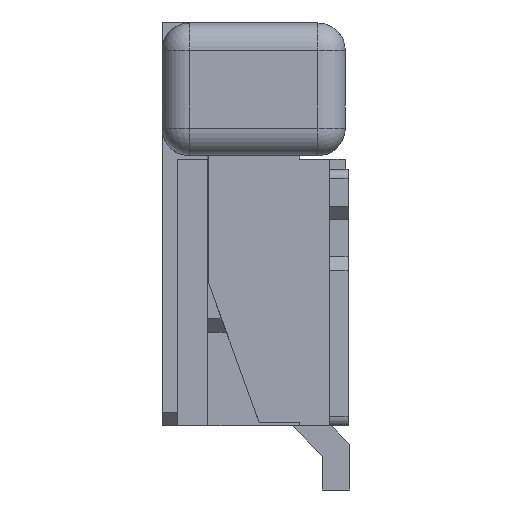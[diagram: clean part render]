
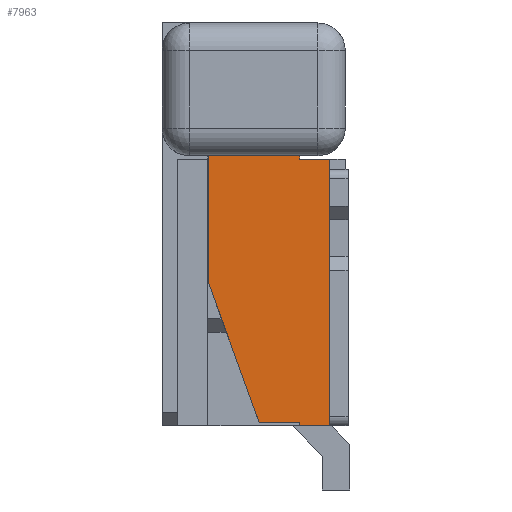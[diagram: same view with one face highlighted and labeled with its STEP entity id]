
A CAD part, left-side view. The second image highlights one B-rep face of the part: STEP entity #7963.
In plain terms, the highlighted planar face has unit normal (-1, 0, 0).
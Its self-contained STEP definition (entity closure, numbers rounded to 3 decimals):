
#254=ORIENTED_EDGE('',*,*,#2625,.F.);
#255=ORIENTED_EDGE('',*,*,#2626,.T.);
#256=ORIENTED_EDGE('',*,*,#2627,.T.);
#257=ORIENTED_EDGE('',*,*,#2628,.T.);
#258=ORIENTED_EDGE('',*,*,#2629,.F.);
#259=ORIENTED_EDGE('',*,*,#2630,.T.);
#260=ORIENTED_EDGE('',*,*,#2631,.T.);
#261=ORIENTED_EDGE('',*,*,#2632,.F.);
#262=ORIENTED_EDGE('',*,*,#2633,.T.);
#263=ORIENTED_EDGE('',*,*,#2634,.F.);
#2625=EDGE_CURVE('',#3810,#3811,#4581,.T.);
#2626=EDGE_CURVE('',#3810,#3812,#4582,.T.);
#2627=EDGE_CURVE('',#3812,#3813,#4583,.T.);
#2628=EDGE_CURVE('',#3813,#3814,#4584,.T.);
#2629=EDGE_CURVE('',#3815,#3814,#4585,.T.);
#2630=EDGE_CURVE('',#3815,#3816,#4586,.T.);
#2631=EDGE_CURVE('',#3816,#3817,#4587,.T.);
#2632=EDGE_CURVE('',#3818,#3817,#4588,.T.);
#2633=EDGE_CURVE('',#3818,#3819,#4589,.T.);
#2634=EDGE_CURVE('',#3811,#3819,#4590,.T.);
#3810=VERTEX_POINT('',#11213);
#3811=VERTEX_POINT('',#11214);
#3812=VERTEX_POINT('',#11216);
#3813=VERTEX_POINT('',#11218);
#3814=VERTEX_POINT('',#11220);
#3815=VERTEX_POINT('',#11222);
#3816=VERTEX_POINT('',#11224);
#3817=VERTEX_POINT('',#11226);
#3818=VERTEX_POINT('',#11228);
#3819=VERTEX_POINT('',#11230);
#4581=LINE('',#11212,#5661);
#4582=LINE('',#11215,#5662);
#4583=LINE('',#11217,#5663);
#4584=LINE('',#11219,#5664);
#4585=LINE('',#11221,#5665);
#4586=LINE('',#11223,#5666);
#4587=LINE('',#11225,#5667);
#4588=LINE('',#11227,#5668);
#4589=LINE('',#11229,#5669);
#4590=LINE('',#11231,#5670);
#5661=VECTOR('',#9013,1000.);
#5662=VECTOR('',#9014,1000.);
#5663=VECTOR('',#9015,1000.);
#5664=VECTOR('',#9016,1000.);
#5665=VECTOR('',#9017,1000.);
#5666=VECTOR('',#9018,1000.);
#5667=VECTOR('',#9019,1000.);
#5668=VECTOR('',#9020,1000.);
#5669=VECTOR('',#9021,1000.);
#5670=VECTOR('',#9022,1000.);
#6691=EDGE_LOOP('',(#254,#255,#256,#257,#258,#259,#260,#261,#262,#263));
#7143=FACE_BOUND('',#6691,.T.);
#7595=PLANE('',#8400);
#7963=ADVANCED_FACE('',(#7143),#7595,.T.);
#8400=AXIS2_PLACEMENT_3D('',#11211,#9011,#9012);
#9011=DIRECTION('',(-1.,0.,0.));
#9012=DIRECTION('',(0.,0.,1.));
#9013=DIRECTION('',(0.,-1.,0.));
#9014=DIRECTION('',(0.,0.,-1.));
#9015=DIRECTION('',(0.,-0.342,-0.94));
#9016=DIRECTION('',(0.,-1.,0.));
#9017=DIRECTION('',(0.,0.,1.));
#9018=DIRECTION('',(0.,-1.,0.));
#9019=DIRECTION('',(0.,0.,1.));
#9020=DIRECTION('',(0.,0.,-1.));
#9021=DIRECTION('',(0.,1.,0.));
#9022=DIRECTION('',(0.,0.,-1.));
#11211=CARTESIAN_POINT('',(-7.37,0.83,-1.45));
#11212=CARTESIAN_POINT('',(-7.37,0.49,-1.45));
#11213=CARTESIAN_POINT('',(-7.37,0.49,-1.45));
#11214=CARTESIAN_POINT('',(-7.37,-0.5,-1.45));
#11215=CARTESIAN_POINT('',(-7.37,0.49,-1.45));
#11216=CARTESIAN_POINT('',(-7.37,0.49,-2.849));
#11217=CARTESIAN_POINT('',(-7.37,0.49,-2.849));
#11218=CARTESIAN_POINT('',(-7.37,-0.06,-4.36));
#11219=CARTESIAN_POINT('',(-7.37,0.83,-4.36));
#11220=CARTESIAN_POINT('',(-7.37,-0.5,-4.36));
#11221=CARTESIAN_POINT('',(-7.37,-0.5,-4.4));
#11222=CARTESIAN_POINT('',(-7.37,-0.5,-4.4));
#11223=CARTESIAN_POINT('',(-7.37,-0.5,-4.4));
#11224=CARTESIAN_POINT('',(-7.37,-0.83,-4.4));
#11225=CARTESIAN_POINT('',(-7.37,-0.83,-1.45));
#11226=CARTESIAN_POINT('',(-7.37,-0.83,-1.6));
#11227=CARTESIAN_POINT('',(-7.37,-0.83,-1.49));
#11228=CARTESIAN_POINT('',(-7.37,-0.83,-1.49));
#11229=CARTESIAN_POINT('',(-7.37,0.83,-1.49));
#11230=CARTESIAN_POINT('',(-7.37,-0.5,-1.49));
#11231=CARTESIAN_POINT('',(-7.37,-0.5,0.));
